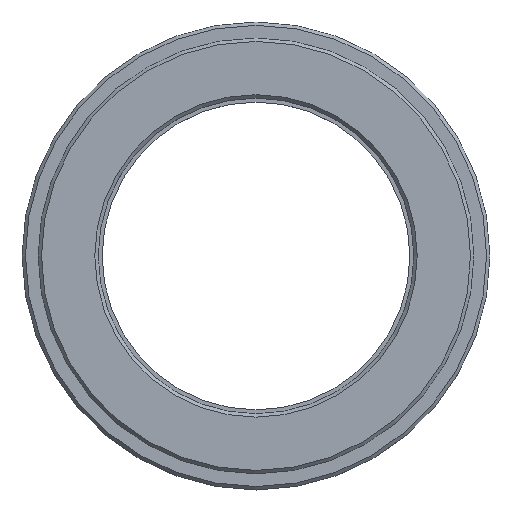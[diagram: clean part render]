
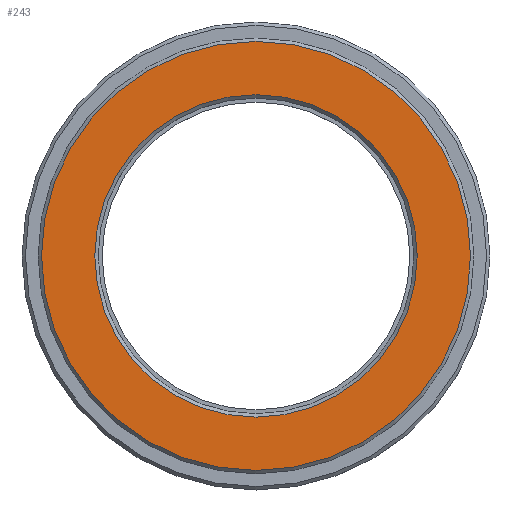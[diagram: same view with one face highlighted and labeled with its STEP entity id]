
A CAD part, top view. The second image highlights one B-rep face of the part: STEP entity #243.
In plain terms, the highlighted planar face has unit normal (0, 0, 1).
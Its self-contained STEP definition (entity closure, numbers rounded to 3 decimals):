
#29=ORIENTED_EDGE('',*,*,#55,.T.);
#30=ORIENTED_EDGE('',*,*,#56,.T.);
#55=EDGE_CURVE('',#68,#68,#81,.T.);
#56=EDGE_CURVE('',#69,#69,#82,.F.);
#68=VERTEX_POINT('',#344);
#69=VERTEX_POINT('',#346);
#81=CIRCLE('',#262,19.125);
#82=CIRCLE('',#263,25.445);
#94=EDGE_LOOP('',(#29));
#95=EDGE_LOOP('',(#30));
#120=FACE_BOUND('',#94,.T.);
#121=FACE_BOUND('',#95,.T.);
#146=PLANE('',#261);
#243=ADVANCED_FACE('',(#120,#121),#146,.F.);
#261=AXIS2_PLACEMENT_3D('',#342,#289,#290);
#262=AXIS2_PLACEMENT_3D('',#343,#291,#292);
#263=AXIS2_PLACEMENT_3D('',#345,#293,#294);
#289=DIRECTION('',(0.,0.,-1.));
#290=DIRECTION('',(-1.,0.,0.));
#291=DIRECTION('',(0.,0.,-1.));
#292=DIRECTION('',(-1.,0.,0.));
#293=DIRECTION('',(0.,0.,-1.));
#294=DIRECTION('',(-1.,0.,0.));
#342=CARTESIAN_POINT('',(0.,0.,10.));
#343=CARTESIAN_POINT('',(0.,0.,10.));
#344=CARTESIAN_POINT('',(-19.125,0.,10.));
#345=CARTESIAN_POINT('',(0.,0.,10.));
#346=CARTESIAN_POINT('',(-25.445,0.,10.));
